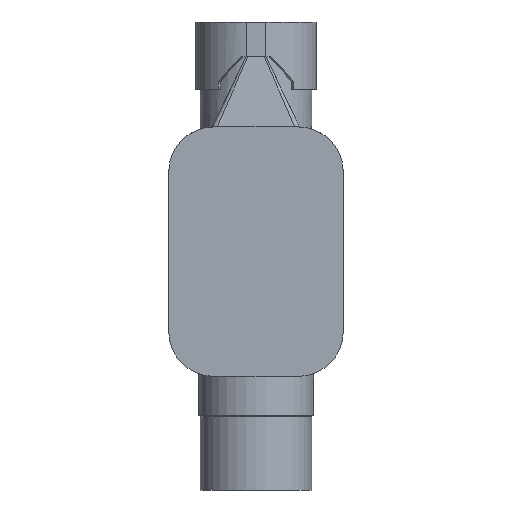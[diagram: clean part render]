
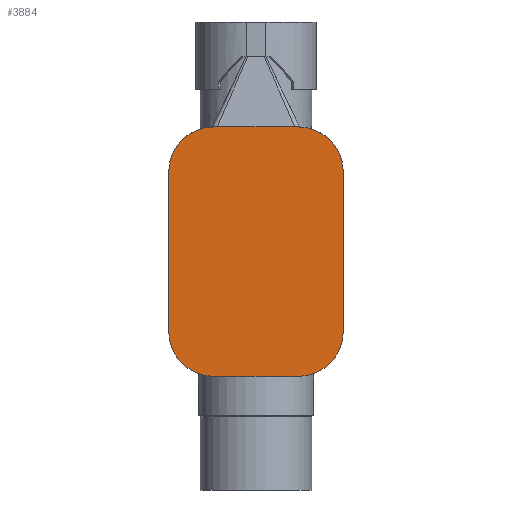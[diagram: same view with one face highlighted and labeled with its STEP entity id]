
A CAD part, front view. The second image highlights one B-rep face of the part: STEP entity #3884.
In plain terms, the highlighted planar face has unit normal (0, -1, -0.002).
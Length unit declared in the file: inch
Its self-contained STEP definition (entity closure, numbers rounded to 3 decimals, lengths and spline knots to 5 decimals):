
#235=PLANE('',#4211);
#452=FACE_OUTER_BOUND('',#696,.T.);
#696=EDGE_LOOP('',(#2913,#2914,#2915,#2916,#2917,#2918,#2919,#2920));
#961=LINE('',#5850,#1306);
#964=LINE('',#5858,#1309);
#967=LINE('',#5866,#1312);
#970=LINE('',#5874,#1315);
#1306=VECTOR('',#4724,0.3937);
#1309=VECTOR('',#4733,0.3937);
#1312=VECTOR('',#4742,0.3937);
#1315=VECTOR('',#4751,0.3937);
#1631=CIRCLE('',#4201,0.9);
#1632=CIRCLE('',#4204,0.9);
#1633=CIRCLE('',#4207,0.9);
#1634=CIRCLE('',#4210,0.9);
#1817=VERTEX_POINT('',#5847);
#1818=VERTEX_POINT('',#5849);
#1819=VERTEX_POINT('',#5853);
#1820=VERTEX_POINT('',#5857);
#1821=VERTEX_POINT('',#5861);
#1822=VERTEX_POINT('',#5865);
#1823=VERTEX_POINT('',#5869);
#1824=VERTEX_POINT('',#5873);
#2224=EDGE_CURVE('',#1818,#1817,#961,.T.);
#2226=EDGE_CURVE('',#1819,#1818,#1631,.T.);
#2228=EDGE_CURVE('',#1820,#1819,#964,.T.);
#2230=EDGE_CURVE('',#1821,#1820,#1632,.T.);
#2232=EDGE_CURVE('',#1822,#1821,#967,.T.);
#2234=EDGE_CURVE('',#1823,#1822,#1633,.T.);
#2236=EDGE_CURVE('',#1824,#1823,#970,.T.);
#2238=EDGE_CURVE('',#1817,#1824,#1634,.T.);
#2913=ORIENTED_EDGE('',*,*,#2238,.T.);
#2914=ORIENTED_EDGE('',*,*,#2236,.T.);
#2915=ORIENTED_EDGE('',*,*,#2234,.T.);
#2916=ORIENTED_EDGE('',*,*,#2232,.T.);
#2917=ORIENTED_EDGE('',*,*,#2230,.T.);
#2918=ORIENTED_EDGE('',*,*,#2228,.T.);
#2919=ORIENTED_EDGE('',*,*,#2226,.T.);
#2920=ORIENTED_EDGE('',*,*,#2224,.T.);
#3884=ADVANCED_FACE('',(#452),#235,.T.);
#4201=AXIS2_PLACEMENT_3D('',#5854,#4728,#4729);
#4204=AXIS2_PLACEMENT_3D('',#5862,#4737,#4738);
#4207=AXIS2_PLACEMENT_3D('',#5870,#4746,#4747);
#4210=AXIS2_PLACEMENT_3D('',#5877,#4755,#4756);
#4211=AXIS2_PLACEMENT_3D('',#5878,#4757,#4758);
#4724=DIRECTION('',(0.,-0.002,1.));
#4728=DIRECTION('center_axis',(0.,-1.,-0.002));
#4729=DIRECTION('ref_axis',(0.,0.002,-1.));
#4733=DIRECTION('',(1.,0.,0.));
#4737=DIRECTION('center_axis',(0.,-1.,-0.002));
#4738=DIRECTION('ref_axis',(-1.,0.,0.));
#4742=DIRECTION('',(0.,0.002,-1.));
#4746=DIRECTION('center_axis',(0.,-1.,-0.002));
#4747=DIRECTION('ref_axis',(0.,-0.002,1.));
#4751=DIRECTION('',(-1.,0.,0.));
#4755=DIRECTION('center_axis',(0.,-1.,-0.002));
#4756=DIRECTION('ref_axis',(1.,0.,0.));
#4757=DIRECTION('center_axis',(0.,-1.,-0.002));
#4758=DIRECTION('ref_axis',(1.,0.,0.));
#5847=CARTESIAN_POINT('',(1.75,-4.81061,3.8796));
#5849=CARTESIAN_POINT('',(1.75,-4.80576,0.6796));
#5850=CARTESIAN_POINT('',(1.75,-4.80576,0.6796));
#5853=CARTESIAN_POINT('',(0.85,-4.8044,-0.2204));
#5854=CARTESIAN_POINT('Origin',(0.85,-4.80576,0.6796));
#5857=CARTESIAN_POINT('',(-0.85,-4.8044,-0.2204));
#5858=CARTESIAN_POINT('',(-0.85,-4.8044,-0.2204));
#5861=CARTESIAN_POINT('',(-1.75,-4.80576,0.6796));
#5862=CARTESIAN_POINT('Origin',(-0.85,-4.80576,0.6796));
#5865=CARTESIAN_POINT('',(-1.75,-4.81061,3.8796));
#5866=CARTESIAN_POINT('',(-1.75,-4.81061,3.8796));
#5869=CARTESIAN_POINT('',(-0.85,-4.81197,4.7796));
#5870=CARTESIAN_POINT('Origin',(-0.85,-4.81061,3.8796));
#5873=CARTESIAN_POINT('',(0.85,-4.81197,4.7796));
#5874=CARTESIAN_POINT('',(0.85,-4.81197,4.7796));
#5877=CARTESIAN_POINT('Origin',(0.85,-4.81061,3.8796));
#5878=CARTESIAN_POINT('Origin',(0.,-4.80819,
2.2796));
